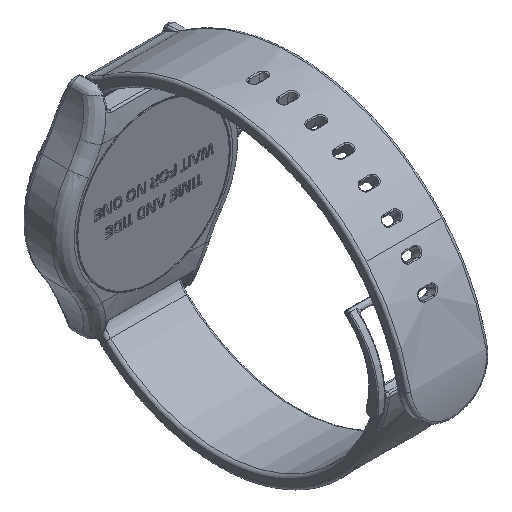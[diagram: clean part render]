
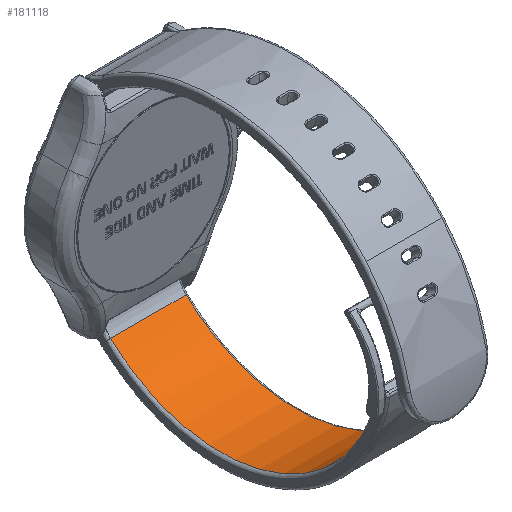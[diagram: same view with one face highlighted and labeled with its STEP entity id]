
A CAD part, isometric view. The second image highlights one B-rep face of the part: STEP entity #181118.
In plain terms, the highlighted free-form (B-spline) face has degree [2, 1] with [3, 2] control points.
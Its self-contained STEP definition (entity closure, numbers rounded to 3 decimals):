
#178828 = VERTEX_POINT('',#178829);
#178829 = CARTESIAN_POINT('',(9.779,1.342,
    -28.269));
#179385 = VERTEX_POINT('',#179386);
#179386 = CARTESIAN_POINT('',(-9.779,1.342,
    -28.269));
#180215 = EDGE_CURVE('',#179385,#178828,#180216,.T.);
#180216 = B_SPLINE_CURVE_WITH_KNOTS('',3,(#180217,#180218,#180219,
    #180220),.UNSPECIFIED.,.F.,.F.,(4,4),(0.,1.),
  .PIECEWISE_BEZIER_KNOTS.);
#180217 = CARTESIAN_POINT('',(-9.779,1.342,
    -28.269));
#180218 = CARTESIAN_POINT('',(-3.26,1.341,
    -28.268));
#180219 = CARTESIAN_POINT('',(3.26,1.341,
    -28.268));
#180220 = CARTESIAN_POINT('',(9.779,1.342,
    -28.269));
#180665 = EDGE_CURVE('',#180666,#178828,#180668,.T.);
#180666 = VERTEX_POINT('',#180667);
#180667 = CARTESIAN_POINT('',(9.779,-53.928,
    -29.79));
#180668 = ( BOUNDED_CURVE() B_SPLINE_CURVE(2,(#180669,#180670,#180671),
.UNSPECIFIED.,.F.,.F.) B_SPLINE_CURVE_WITH_KNOTS((3,3),(4.712,
6.174),.PIECEWISE_BEZIER_KNOTS.) CURVE() 
GEOMETRIC_REPRESENTATION_ITEM() RATIONAL_B_SPLINE_CURVE((1.,
0.745,1.)) REPRESENTATION_ITEM('') );
#180669 = CARTESIAN_POINT('',(9.779,-53.928,
    -29.79));
#180670 = CARTESIAN_POINT('',(9.779,-25.611,
    -53.801));
#180671 = CARTESIAN_POINT('',(9.779,1.339,
    -28.266));
#180826 = VERTEX_POINT('',#180827);
#180827 = CARTESIAN_POINT('',(-9.779,-53.928,
    -29.79));
#180833 = EDGE_CURVE('',#180666,#180826,#180834,.T.);
#180834 = B_SPLINE_CURVE_WITH_KNOTS('',1,(#180835,#180836),
  .UNSPECIFIED.,.F.,.F.,(2,2),(0.,19.75),
  .PIECEWISE_BEZIER_KNOTS.);
#180835 = CARTESIAN_POINT('',(9.779,-53.928,
    -29.79));
#180836 = CARTESIAN_POINT('',(-9.779,-53.928,
    -29.79));
#181118 = ADVANCED_FACE('',(#181119),#181130,.F.);
#181119 = FACE_BOUND('',#181120,.F.);
#181120 = EDGE_LOOP('',(#181121,#181127,#181128,#181129));
#181121 = ORIENTED_EDGE('',*,*,#181122,.T.);
#181122 = EDGE_CURVE('',#180826,#179385,#181123,.T.);
#181123 = ( BOUNDED_CURVE() B_SPLINE_CURVE(2,(#181124,#181125,#181126),
.UNSPECIFIED.,.F.,.F.) B_SPLINE_CURVE_WITH_KNOTS((3,3),(4.712,
6.174),.PIECEWISE_BEZIER_KNOTS.) CURVE() 
GEOMETRIC_REPRESENTATION_ITEM() RATIONAL_B_SPLINE_CURVE((1.,
0.745,1.)) REPRESENTATION_ITEM('') );
#181124 = CARTESIAN_POINT('',(-9.779,-53.928,
    -29.79));
#181125 = CARTESIAN_POINT('',(-9.779,-25.611,
    -53.801));
#181126 = CARTESIAN_POINT('',(-9.779,1.339,
    -28.266));
#181127 = ORIENTED_EDGE('',*,*,#180215,.T.);
#181128 = ORIENTED_EDGE('',*,*,#180665,.F.);
#181129 = ORIENTED_EDGE('',*,*,#180833,.T.);
#181130 = ( BOUNDED_SURFACE() B_SPLINE_SURFACE(2,1,(
    (#181131,#181132)
    ,(#181133,#181134)
    ,(#181135,#181136
)),.UNSPECIFIED.,.F.,.F.,.F.) B_SPLINE_SURFACE_WITH_KNOTS((3,3),(2,2),(
    4.821,6.283),(0.,19.75),
.PIECEWISE_BEZIER_KNOTS.) GEOMETRIC_REPRESENTATION_ITEM() 
RATIONAL_B_SPLINE_SURFACE((
    (1.,1.)
    ,(0.745,0.745)
,(1.,1.))) REPRESENTATION_ITEM('') SURFACE() );
#181131 = CARTESIAN_POINT('',(9.779,1.339,
    -28.266));
#181132 = CARTESIAN_POINT('',(-9.779,1.339,
    -28.266));
#181133 = CARTESIAN_POINT('',(9.779,-25.611,
    -53.801));
#181134 = CARTESIAN_POINT('',(-9.779,-25.611,
    -53.801));
#181135 = CARTESIAN_POINT('',(9.779,-53.928,
    -29.79));
#181136 = CARTESIAN_POINT('',(-9.779,-53.928,
    -29.79));
